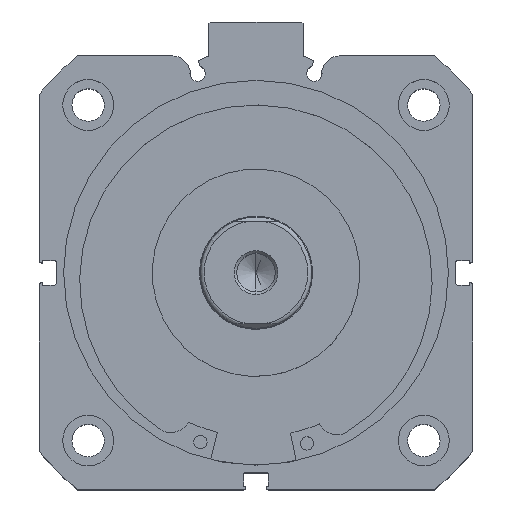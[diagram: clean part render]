
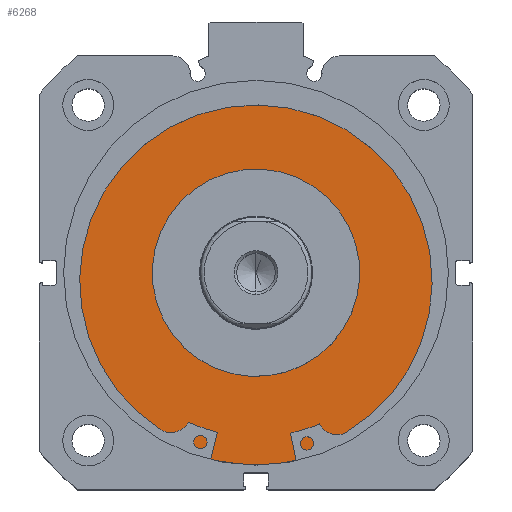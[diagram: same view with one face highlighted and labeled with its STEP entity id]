
A CAD part, top view. The second image highlights one B-rep face of the part: STEP entity #6268.
In plain terms, the highlighted face is planar.
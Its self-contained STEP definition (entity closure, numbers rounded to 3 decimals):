
#1156 = AXIS2_PLACEMENT_3D ( 'NONE', #2701, #2660, #2678 ) ;
#1184 = AXIS2_PLACEMENT_3D ( 'NONE', #6142, #6134, #6135 ) ;
#1186 = AXIS2_PLACEMENT_3D ( 'NONE', #5025, #5034, #5033 ) ;
#1196 = EDGE_CURVE ( 'NONE', #1810, #1763, #4200, .T. ) ;
#1361 = EDGE_CURVE ( 'NONE', #1764, #1879, #4371, .T. ) ;
#1527 = EDGE_CURVE ( 'NONE', #1879, #1764, #6482, .T. ) ;
#1687 = EDGE_CURVE ( 'NONE', #1763, #1810, #6632, .T. ) ;
#1731 = AXIS2_PLACEMENT_3D ( 'NONE', #7264, #7246, #7126 ) ;
#1763 = VERTEX_POINT ( 'NONE', #5275 ) ;
#1764 = VERTEX_POINT ( 'NONE', #5262 ) ;
#1810 = VERTEX_POINT ( 'NONE', #4737 ) ;
#1879 = VERTEX_POINT ( 'NONE', #4763 ) ;
#2375 = ORIENTED_EDGE ( 'NONE', *, *, #1527, .T. ) ;
#2469 = ORIENTED_EDGE ( 'NONE', *, *, #1687, .F. ) ;
#2503 = ORIENTED_EDGE ( 'NONE', *, *, #1196, .F. ) ;
#2577 = ORIENTED_EDGE ( 'NONE', *, *, #1361, .T. ) ;
#2660 = DIRECTION ( 'NONE',  ( -1., 0., 0. ) ) ;
#2678 = DIRECTION ( 'NONE',  ( 0., 0., 1. ) ) ;
#2701 = CARTESIAN_POINT ( 'NONE',  ( 5.5, 0., 0. ) ) ;
#3219 = EDGE_LOOP ( 'NONE', ( #2469, #2503 ) ) ;
#3252 = EDGE_LOOP ( 'NONE', ( #2375, #2577 ) ) ;
#3746 = AXIS2_PLACEMENT_3D ( 'NONE', #5698, #5700, #5701 ) ;
#4200 = CIRCLE ( 'NONE', #1156, 27.5 ) ;
#4371 = CIRCLE ( 'NONE', #1731, 51. ) ;
#4737 = CARTESIAN_POINT ( 'NONE',  ( 5.5, 0., -27.5 ) ) ;
#4763 = CARTESIAN_POINT ( 'NONE',  ( 5.5, 0., 51. ) ) ;
#5025 = CARTESIAN_POINT ( 'NONE',  ( 5.5, 0., 0. ) ) ;
#5033 = DIRECTION ( 'NONE',  ( 0., 0., 1. ) ) ;
#5034 = DIRECTION ( 'NONE',  ( -1., 0., 0. ) ) ;
#5262 = CARTESIAN_POINT ( 'NONE',  ( 5.5, 0., -51. ) ) ;
#5275 = CARTESIAN_POINT ( 'NONE',  ( 5.5, 0., 27.5 ) ) ;
#5698 = CARTESIAN_POINT ( 'NONE',  ( 5.5, 51., 0. ) ) ;
#5699 = PLANE ( 'NONE',  #3746 ) ;
#5700 = DIRECTION ( 'NONE',  ( 1., 0., 0. ) ) ;
#5701 = DIRECTION ( 'NONE',  ( 0., 0., -1. ) ) ;
#6134 = DIRECTION ( 'NONE',  ( -1., 0., 0. ) ) ;
#6135 = DIRECTION ( 'NONE',  ( 0., 0., 1. ) ) ;
#6142 = CARTESIAN_POINT ( 'NONE',  ( 5.5, 0., 0. ) ) ;
#6268 = ADVANCED_FACE ( 'NONE', ( #6799, #6804 ), #5699, .F. ) ;
#6482 = CIRCLE ( 'NONE', #1184, 51. ) ;
#6632 = CIRCLE ( 'NONE', #1186, 27.5 ) ;
#6799 = FACE_BOUND ( 'NONE', #3219, .T. ) ;
#6804 = FACE_OUTER_BOUND ( 'NONE', #3252, .T. ) ;
#7126 = DIRECTION ( 'NONE',  ( 0., 0., 1. ) ) ;
#7246 = DIRECTION ( 'NONE',  ( -1., 0., 0. ) ) ;
#7264 = CARTESIAN_POINT ( 'NONE',  ( 5.5, 0., 0. ) ) ;
